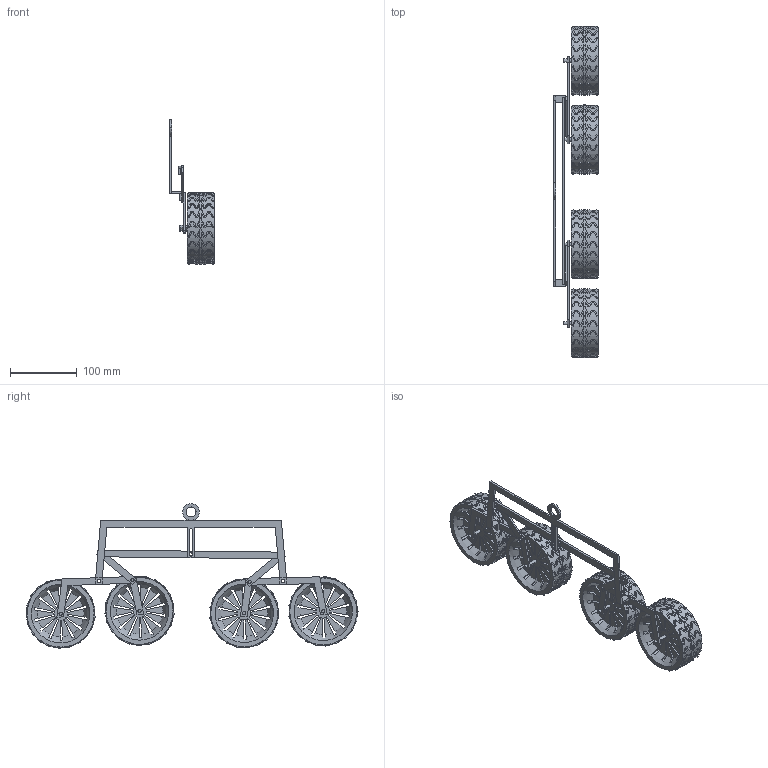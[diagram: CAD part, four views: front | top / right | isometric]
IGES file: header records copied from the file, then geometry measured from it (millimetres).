
Start section: START RECORD GO HERE.
Global section: file name: Main_assembly.igs; native system: DASSAULT SYSTEMES CATIA V5 R20 - www.3ds.com; preprocessor: CATIA Version 5 Release 20 ; author: shiva; organization: SHIVAKUMAR; date: 20160226.233805; units: millimetre
Bounding box: 66 x 496.09 x 216.38 mm (x, y, z)
Surface area: 231055.7 mm2 (no closed solid volume)
Topology: 0 solids, 0 shells, 2708 faces, 16636 edges, 16636 vertices
Faces by surface type: plane 2483, revolution 225
